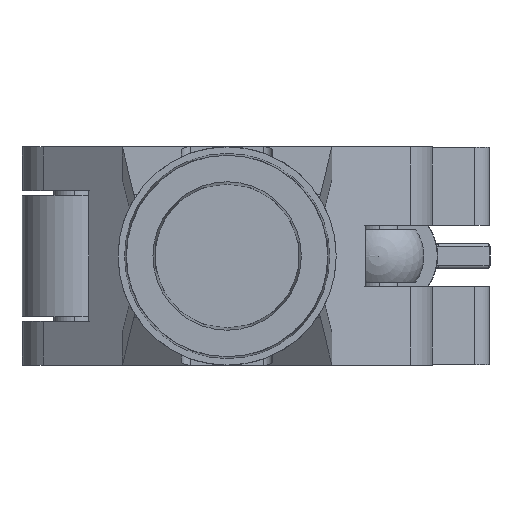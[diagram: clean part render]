
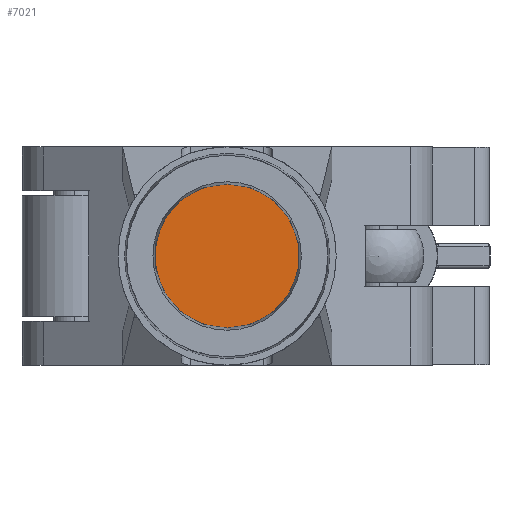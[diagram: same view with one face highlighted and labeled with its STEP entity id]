
A CAD part, front view. The second image highlights one B-rep face of the part: STEP entity #7021.
In plain terms, the highlighted face is planar.
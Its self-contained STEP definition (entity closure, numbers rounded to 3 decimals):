
#256 = DIRECTION ( 'NONE',  ( -1., 0., 0. ) ) ;
#376 = DIRECTION ( 'NONE',  ( 1., 0., 0. ) ) ;
#896 = AXIS2_PLACEMENT_3D ( 'NONE', #4160, #2562, #256 ) ;
#2125 = VERTEX_POINT ( 'NONE', #3728 ) ;
#2417 = ORIENTED_EDGE ( 'NONE', *, *, #7728, .T. ) ;
#2562 = DIRECTION ( 'NONE',  ( 0., 0., -1. ) ) ;
#3159 = AXIS2_PLACEMENT_3D ( 'NONE', #5078, #5218, #376 ) ;
#3728 = CARTESIAN_POINT ( 'NONE',  ( 16.5, 0., -4. ) ) ;
#3776 = CARTESIAN_POINT ( 'NONE',  ( -16.5, 0., -4. ) ) ;
#4160 = CARTESIAN_POINT ( 'NONE',  ( 0., 0., -4. ) ) ;
#4400 = CIRCLE ( 'NONE', #896, 16.5 ) ;
#4917 = EDGE_CURVE ( 'NONE', #7512, #2125, #4400, .T. ) ;
#5078 = CARTESIAN_POINT ( 'NONE',  ( 0., -16.5, -4. ) ) ;
#5218 = DIRECTION ( 'NONE',  ( 0., 0., 1. ) ) ;
#5421 = FACE_OUTER_BOUND ( 'NONE', #7624, .T. ) ;
#6331 = ORIENTED_EDGE ( 'NONE', *, *, #4917, .T. ) ;
#6666 = CIRCLE ( 'NONE', #7248, 16.5 ) ;
#7021 = ADVANCED_FACE ( 'NONE', ( #5421 ), #10007, .F. ) ;
#7193 = CARTESIAN_POINT ( 'NONE',  ( 0., 0., -4. ) ) ;
#7248 = AXIS2_PLACEMENT_3D ( 'NONE', #7193, #10352, #9653 ) ;
#7512 = VERTEX_POINT ( 'NONE', #3776 ) ;
#7624 = EDGE_LOOP ( 'NONE', ( #6331, #2417 ) ) ;
#7728 = EDGE_CURVE ( 'NONE', #2125, #7512, #6666, .T. ) ;
#9653 = DIRECTION ( 'NONE',  ( -1., 0., 0. ) ) ;
#10007 = PLANE ( 'NONE',  #3159 ) ;
#10352 = DIRECTION ( 'NONE',  ( 0., 0., -1. ) ) ;
